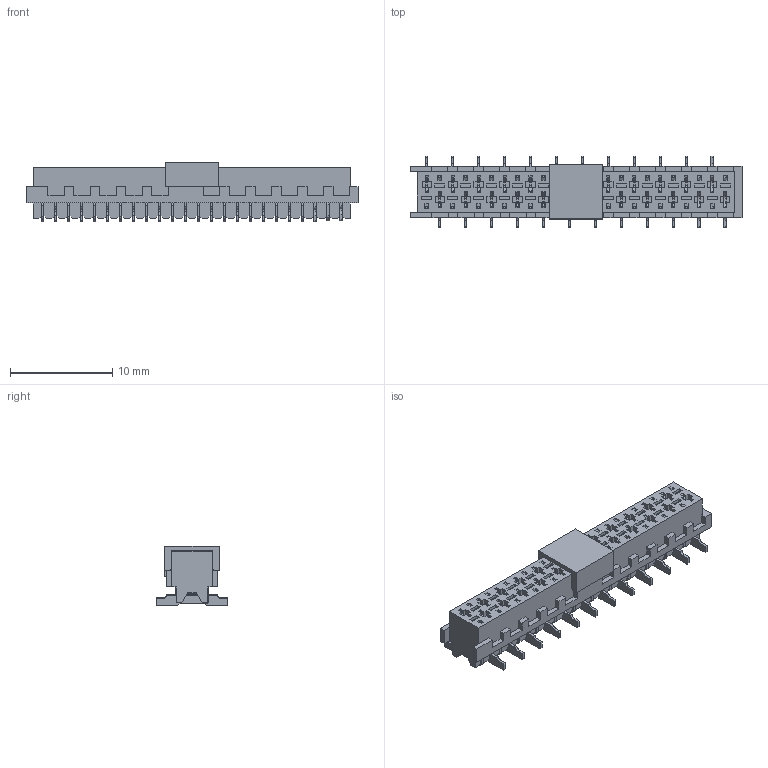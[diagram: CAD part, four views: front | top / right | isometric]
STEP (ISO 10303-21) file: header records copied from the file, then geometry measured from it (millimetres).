
FILE_DESCRIPTION( ( 'Unknown' ), '1' );
FILE_NAME( '690367282476.stp', 'Unknown', ( 'Unknown' ), ( 'Unknown' ), 'PSStep 18.0.17', 'Unknown', ' ' );
FILE_SCHEMA( ( 'AUTOMOTIVE_DESIGN { 1 0 10303 214 1 1 1 1 }' ) );
Length unit declared in the file: millimetre
Products named in the file (4): Assem1; 69036728xx76_CAP; 69036728xx76_PIN; 690367282476
Assembly tree (26 placements, depth 2):
  Assem1
    69036728xx76_CAP
    69036728xx76_PIN  x24
    690367282476
Bounding box: 32.48 x 7 x 5.85 mm (x, y, z)
Volume: 557.4 mm3; surface area: 2285.1 mm2
Topology: 26 solids, 26 shells, 2101 faces, 6024 edges, 3951 vertices
Faces by surface type: plane 1669, cylinder 432
Entity records: 44737 total; most frequent: CARTESIAN_POINT 6399, ORIENTED_EDGE 6390, DIRECTION 5509, EDGE_CURVE 3195, LINE 3159, VECTOR 3159, VERTEX_POINT 2065, EDGE_LOOP 1184
